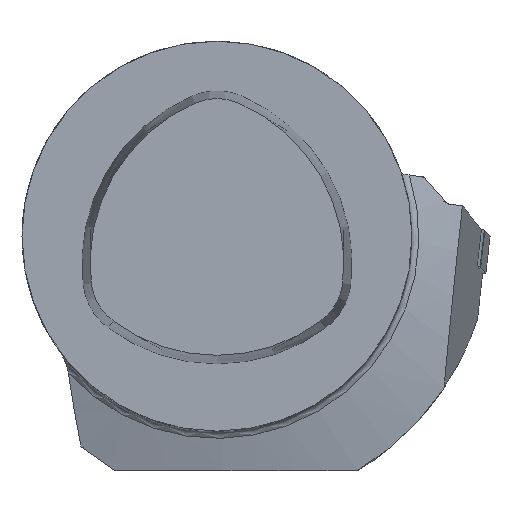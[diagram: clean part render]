
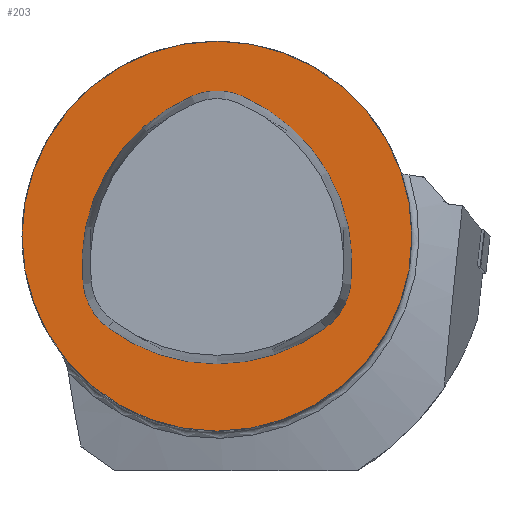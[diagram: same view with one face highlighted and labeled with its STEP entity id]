
A CAD part, top view. The second image highlights one B-rep face of the part: STEP entity #203.
In plain terms, the highlighted planar face has unit normal (0, 0, 1).
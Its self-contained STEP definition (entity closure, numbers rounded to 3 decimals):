
#112=FACE_BOUND('',#362,.T.);
#113=FACE_BOUND('',#363,.T.);
#172=CIRCLE('',#1218,25.);
#173=CIRCLE('',#1224,23.36);
#174=CIRCLE('',#1225,8.12);
#175=CIRCLE('',#1226,23.36);
#176=CIRCLE('',#1227,8.12);
#177=CIRCLE('',#1228,23.36);
#178=CIRCLE('',#1229,8.12);
#203=ADVANCED_FACE('',(#112,#113),#259,.T.);
#259=PLANE('',#1230);
#362=EDGE_LOOP('',(#492));
#363=EDGE_LOOP('',(#493,#494,#495,#496,#497,#498));
#492=ORIENTED_EDGE('',*,*,#865,.T.);
#493=ORIENTED_EDGE('',*,*,#874,.F.);
#494=ORIENTED_EDGE('',*,*,#875,.F.);
#495=ORIENTED_EDGE('',*,*,#876,.F.);
#496=ORIENTED_EDGE('',*,*,#877,.F.);
#497=ORIENTED_EDGE('',*,*,#878,.F.);
#498=ORIENTED_EDGE('',*,*,#879,.F.);
#758=VERTEX_POINT('',#1786);
#767=VERTEX_POINT('',#1805);
#768=VERTEX_POINT('',#1806);
#769=VERTEX_POINT('',#1808);
#770=VERTEX_POINT('',#1810);
#771=VERTEX_POINT('',#1812);
#772=VERTEX_POINT('',#1814);
#865=EDGE_CURVE('',#758,#758,#172,.T.);
#874=EDGE_CURVE('',#767,#768,#173,.T.);
#875=EDGE_CURVE('',#769,#767,#174,.T.);
#876=EDGE_CURVE('',#770,#769,#175,.T.);
#877=EDGE_CURVE('',#771,#770,#176,.T.);
#878=EDGE_CURVE('',#772,#771,#177,.T.);
#879=EDGE_CURVE('',#768,#772,#178,.T.);
#1218=AXIS2_PLACEMENT_3D('',#1785,#1398,#1399);
#1224=AXIS2_PLACEMENT_3D('',#1804,#1414,#1415);
#1225=AXIS2_PLACEMENT_3D('',#1807,#1416,#1417);
#1226=AXIS2_PLACEMENT_3D('',#1809,#1418,#1419);
#1227=AXIS2_PLACEMENT_3D('',#1811,#1420,#1421);
#1228=AXIS2_PLACEMENT_3D('',#1813,#1422,#1423);
#1229=AXIS2_PLACEMENT_3D('',#1815,#1424,#1425);
#1230=AXIS2_PLACEMENT_3D('',#1816,#1426,#1427);
#1398=DIRECTION('',(0.,0.,1.));
#1399=DIRECTION('',(-1.,0.,0.));
#1414=DIRECTION('',(0.,0.,1.));
#1415=DIRECTION('',(-1.,0.,0.));
#1416=DIRECTION('',(0.,0.,1.));
#1417=DIRECTION('',(-1.,0.,0.));
#1418=DIRECTION('',(0.,0.,1.));
#1419=DIRECTION('',(-1.,0.,0.));
#1420=DIRECTION('',(0.,0.,1.));
#1421=DIRECTION('',(-1.,0.,0.));
#1422=DIRECTION('',(0.,0.,1.));
#1423=DIRECTION('',(-1.,0.,0.));
#1424=DIRECTION('',(0.,0.,1.));
#1425=DIRECTION('',(-1.,0.,0.));
#1426=DIRECTION('',(0.,0.,1.));
#1427=DIRECTION('',(-1.,0.,0.));
#1785=CARTESIAN_POINT('',(0.,0.,0.));
#1786=CARTESIAN_POINT('',(-25.,0.,0.));
#1804=CARTESIAN_POINT('',(-6.045,-3.49,0.));
#1805=CARTESIAN_POINT('',(17.159,-6.188,0.));
#1806=CARTESIAN_POINT('',(3.221,17.954,0.));
#1807=CARTESIAN_POINT('',(9.093,-5.25,0.));
#1808=CARTESIAN_POINT('',(13.938,-11.766,0.));
#1809=CARTESIAN_POINT('',(0.,6.98,0.));
#1810=CARTESIAN_POINT('',(-13.938,-11.766,0.));
#1811=CARTESIAN_POINT('',(-9.093,-5.25,0.));
#1812=CARTESIAN_POINT('',(-17.159,-6.188,0.));
#1813=CARTESIAN_POINT('',(6.045,-3.49,0.));
#1814=CARTESIAN_POINT('',(-3.221,17.954,0.));
#1815=CARTESIAN_POINT('',(0.,10.5,0.));
#1816=CARTESIAN_POINT('',(0.,0.,0.));
